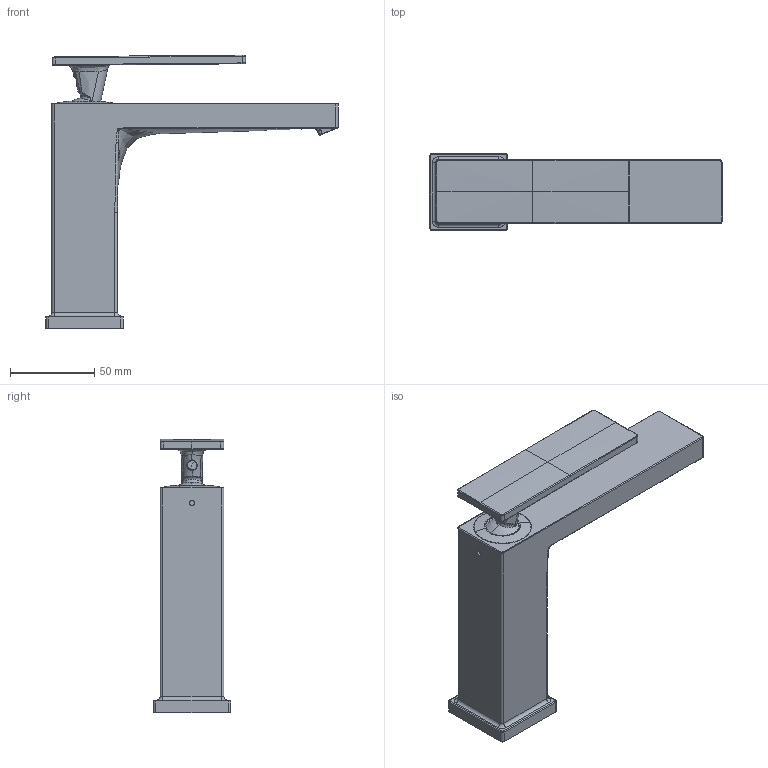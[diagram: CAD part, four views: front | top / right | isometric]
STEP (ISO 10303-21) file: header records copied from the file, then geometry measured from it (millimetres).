
FILE_DESCRIPTION(('CATIA V6 STEP','CAx-IF Rec.Pracs.--- Model Styling and Organization---1.5--- 2016-08-15','CAx-IF Rec.Pracs.---Supplemental Geometry---1.0---2011-11-01','CAx-IF Rec.Pracs.--- Composite Materials ---3.4---2017-06-13','CAx-IF Rec.Pracs.---Tessellated 3D Geometry---1.0---2015-12-17'),'2;1');
FILE_NAME('prd-HG-00248208.stp','2023-04-06T12:14:47+00:00',('none'),('none'),'3DEXPERIENCE Platform3DEXPERIENCE R2021x HotFix 8','3DEXPERIENCE Platform STEP AP242 v2','none');
FILE_SCHEMA(('AP242_MANAGED_MODEL_BASED_3D_ENGINEERING_MIM_LF {1 0 10303 442 1 1 4}'));
Products named in the file (11): P-2_HG_Tecturis_E_WTM_110_o.Zugst.; P-2_GK_WTM_110_Tecturis_E_Basic_o.Z.; V5_P_2_SR_PL_RC24x06_PCA_short_1,2gpm_rosa; P-2_Halteplatte_SR_RC_24x6_BetterSlimE; V5_Senkschraube_DIN7991-M3x6_A2; P-2_BGR_Griff_kpl_WTM_basic_BetterSlimE; P-2_Abdeckring_WTM_basic_BetterSlimE; V5_P_2_Gleitstueck_WTM_Citterio_2; P-2_Griff_WTM_Tecturis_E_Basic; V5_Stopfen_Citterio_M25; P-2_Griffrosette_WTM_basic_BetterSlimE
Assembly tree (10 placements, depth 3):
  P-2_HG_Tecturis_E_WTM_110_o.Zugst.
    P-2_GK_WTM_110_Tecturis_E_Basic_o.Z.
    V5_P_2_SR_PL_RC24x06_PCA_short_1,2gpm_rosa
    P-2_Halteplatte_SR_RC_24x6_BetterSlimE
    V5_Senkschraube_DIN7991-M3x6_A2
    P-2_BGR_Griff_kpl_WTM_basic_BetterSlimE
      P-2_Abdeckring_WTM_basic_BetterSlimE
      V5_P_2_Gleitstueck_WTM_Citterio_2
      P-2_Griff_WTM_Tecturis_E_Basic
      V5_Stopfen_Citterio_M25
      P-2_Griffrosette_WTM_basic_BetterSlimE
Bounding box: 173.5 x 46 x 162.37 mm (x, y, z)
Volume: 316782.2 mm3; surface area: 56081.3 mm2
Topology: 9 solids, 9 shells, 1163 faces, 2947 edges, 1791 vertices
Faces by surface type: cylinder 439, plane 435, bspline 129, torus 94, cone 39, sphere 25, revolution 2
Entity records: 51465 total; most frequent: CARTESIAN_POINT 26359, ORIENTED_EDGE 5858, DIRECTION 3933, EDGE_CURVE 2929, VERTEX_POINT 1791, AXIS2_PLACEMENT_3D 1589, VECTOR 1364, LINE 1364
